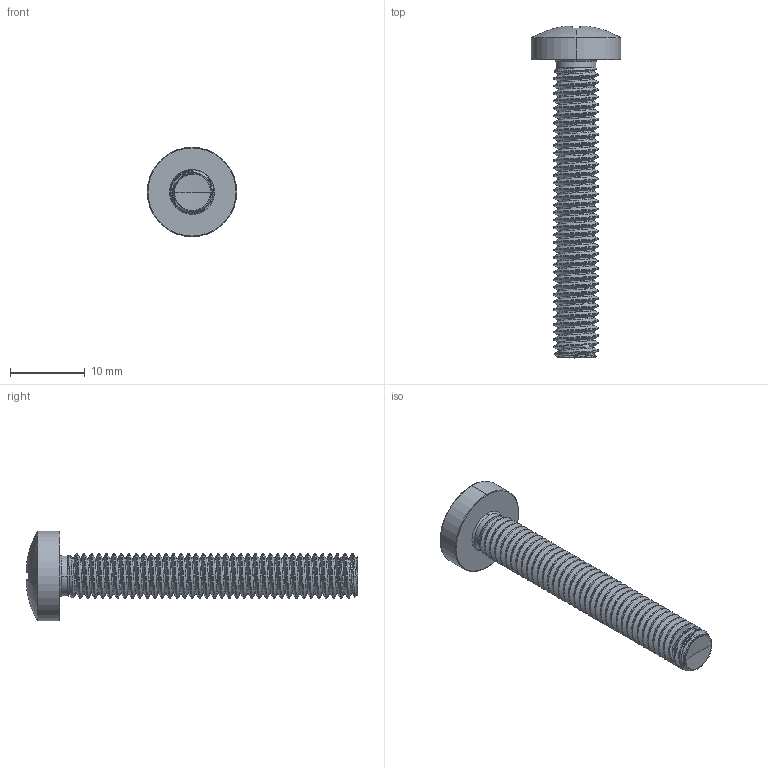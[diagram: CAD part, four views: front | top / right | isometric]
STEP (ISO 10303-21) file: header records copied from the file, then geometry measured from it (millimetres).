
FILE_DESCRIPTION (( 'STEP AP203' ), '1' );
FILE_NAME ('STM320600400.STEP', '2020-12-24T17:35:59', ( '' ), ( '' ), 'SwSTEP 2.0', 'SolidWorks 2015', '' );
FILE_SCHEMA (( 'CONFIG_CONTROL_DESIGN' ));
Length unit declared in the file: millimetre
Products named in the file (2): STM320600400
Bounding box: 12 x 44.54 x 12 mm (x, y, z)
Volume: 1311.8 mm3; surface area: 1505.8 mm2
Topology: 1 solids, 1 shells, 240 faces, 592 edges, 353 vertices
Faces by surface type: cylinder 100, bspline 46, torus 33, sphere 28, plane 22, cone 11
Entity records: 42853 total; most frequent: CARTESIAN_POINT 37821, ORIENTED_EDGE 1172, DIRECTION 907, EDGE_CURVE 586, AXIS2_PLACEMENT_3D 390, VERTEX_POINT 351, EDGE_LOOP 239, FACE_OUTER_BOUND 238
